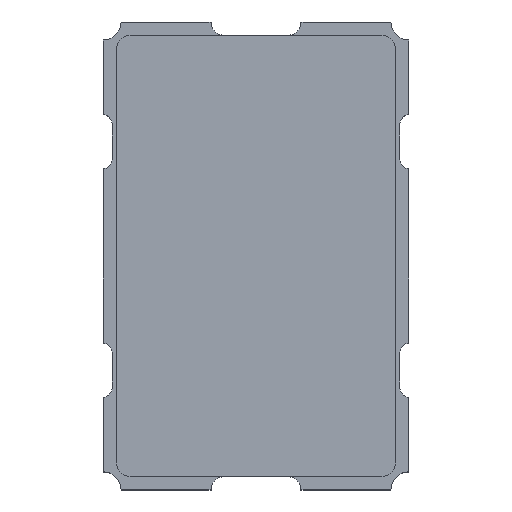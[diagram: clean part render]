
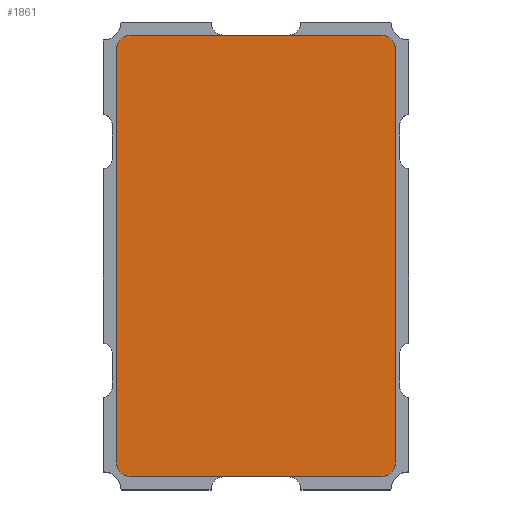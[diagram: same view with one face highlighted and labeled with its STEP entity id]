
A CAD part, top view. The second image highlights one B-rep face of the part: STEP entity #1861.
In plain terms, the highlighted planar face has unit normal (0, 0, 1).
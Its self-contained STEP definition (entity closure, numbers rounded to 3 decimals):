
#71=CIRCLE($,#2019,0.15);
#73=CIRCLE($,#2023,0.15);
#75=CIRCLE($,#2027,0.15);
#77=CIRCLE($,#2031,0.15);
#205=FACE_OUTER_BOUND($,#305,.T.);
#305=EDGE_LOOP($,(#1675,#1676,#1677,#1678,#1679,#1680,#1681,#1682));
#501=LINE($,#3061,#709);
#505=LINE($,#3073,#713);
#509=LINE($,#3085,#717);
#513=LINE($,#3096,#721);
#709=VECTOR($,#2516,4.6);
#713=VECTOR($,#2528,2.8);
#717=VECTOR($,#2540,4.6);
#721=VECTOR($,#2552,2.8);
#883=VERTEX_POINT($,#3051);
#884=VERTEX_POINT($,#3052);
#887=VERTEX_POINT($,#3060);
#889=VERTEX_POINT($,#3066);
#891=VERTEX_POINT($,#3072);
#893=VERTEX_POINT($,#3078);
#895=VERTEX_POINT($,#3084);
#897=VERTEX_POINT($,#3090);
#1139=EDGE_CURVE($,#883,#884,#71,.T.);
#1143=EDGE_CURVE($,#884,#887,#501,.T.);
#1146=EDGE_CURVE($,#887,#889,#73,.T.);
#1149=EDGE_CURVE($,#889,#891,#505,.T.);
#1152=EDGE_CURVE($,#891,#893,#75,.T.);
#1155=EDGE_CURVE($,#893,#895,#509,.T.);
#1158=EDGE_CURVE($,#895,#897,#77,.T.);
#1161=EDGE_CURVE($,#897,#883,#513,.T.);
#1675=ORIENTED_EDGE($,*,*,#1139,.F.);
#1676=ORIENTED_EDGE($,*,*,#1161,.F.);
#1677=ORIENTED_EDGE($,*,*,#1158,.F.);
#1678=ORIENTED_EDGE($,*,*,#1155,.F.);
#1679=ORIENTED_EDGE($,*,*,#1152,.F.);
#1680=ORIENTED_EDGE($,*,*,#1149,.F.);
#1681=ORIENTED_EDGE($,*,*,#1146,.F.);
#1682=ORIENTED_EDGE($,*,*,#1143,.F.);
#1761=PLANE($,#2034);
#1861=ADVANCED_FACE($,(#205),#1761,.T.);
#2019=AXIS2_PLACEMENT_3D($,#3053,#2508,#2509);
#2023=AXIS2_PLACEMENT_3D($,#3067,#2521,#2522);
#2027=AXIS2_PLACEMENT_3D($,#3079,#2533,#2534);
#2031=AXIS2_PLACEMENT_3D($,#3091,#2545,#2546);
#2034=AXIS2_PLACEMENT_3D($,#3098,#2554,#2555);
#2508=DIRECTION('center_axis',(0.,0.,-1.));
#2509=DIRECTION('ref_axis',(-0.707,-0.707,0.));
#2516=DIRECTION($,(0.,1.,0.));
#2521=DIRECTION('center_axis',(0.,0.,-1.));
#2522=DIRECTION('ref_axis',(-0.707,0.707,0.));
#2528=DIRECTION($,(1.,0.,0.));
#2533=DIRECTION('center_axis',(0.,0.,-1.));
#2534=DIRECTION('ref_axis',(0.707,0.707,0.));
#2540=DIRECTION($,(0.,-1.,0.));
#2545=DIRECTION('center_axis',(0.,0.,-1.));
#2546=DIRECTION('ref_axis',(0.707,-0.707,0.));
#2552=DIRECTION($,(-1.,0.,0.));
#2554=DIRECTION('center_axis',(0.,0.,
1.));
#2555=DIRECTION('ref_axis',(1.,0.,0.));
#3051=CARTESIAN_POINT('',(-1.4,-2.45,0.95));
#3052=CARTESIAN_POINT('',(-1.55,-2.3,0.95));
#3053=CARTESIAN_POINT('Origin',(-1.4,-2.3,0.95));
#3060=CARTESIAN_POINT('',(-1.55,2.3,0.95));
#3061=CARTESIAN_POINT($,(-1.55,2.3,0.95));
#3066=CARTESIAN_POINT('',(-1.4,2.45,0.95));
#3067=CARTESIAN_POINT('Origin',(-1.4,2.3,0.95));
#3072=CARTESIAN_POINT('',(1.4,2.45,0.95));
#3073=CARTESIAN_POINT($,(1.4,2.45,0.95));
#3078=CARTESIAN_POINT('',(1.55,2.3,0.95));
#3079=CARTESIAN_POINT('Origin',(1.4,2.3,0.95));
#3084=CARTESIAN_POINT('',(1.55,-2.3,0.95));
#3085=CARTESIAN_POINT($,(1.55,-2.3,0.95));
#3090=CARTESIAN_POINT('',(1.4,-2.45,0.95));
#3091=CARTESIAN_POINT('Origin',(1.4,-2.3,0.95));
#3096=CARTESIAN_POINT($,(-1.4,-2.45,0.95));
#3098=CARTESIAN_POINT('Origin',(0.,0.,
0.95));
